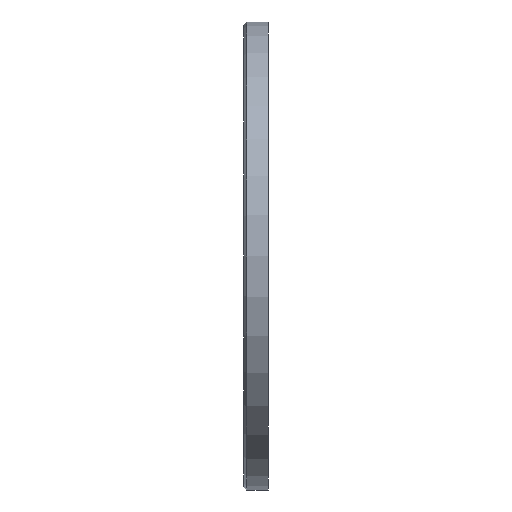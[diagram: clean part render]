
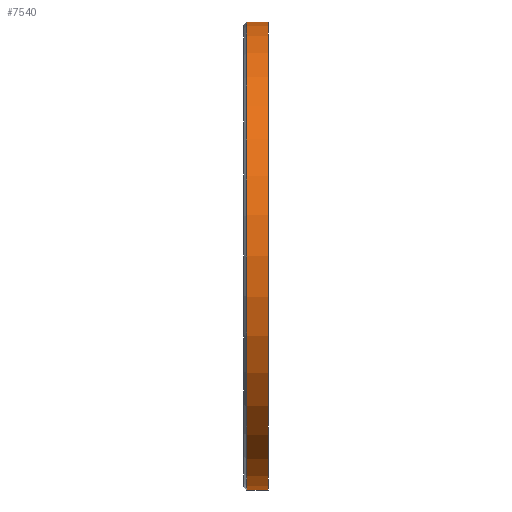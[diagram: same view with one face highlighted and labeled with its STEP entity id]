
A CAD part, left-side view. The second image highlights one B-rep face of the part: STEP entity #7540.
In plain terms, the highlighted cylindrical face has radius 75 mm (diameter 150 mm), a partial arc.
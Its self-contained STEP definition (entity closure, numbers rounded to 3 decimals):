
#1256 = VECTOR ( 'NONE', #6687, 1000. ) ;
#1378 = CARTESIAN_POINT ( 'NONE',  ( 0., 3., -75. ) ) ;
#1396 = ORIENTED_EDGE ( 'NONE', *, *, #10957, .F. ) ;
#1684 = CYLINDRICAL_SURFACE ( 'NONE', #3530, 75. ) ;
#1834 = DIRECTION ( 'NONE',  ( 0., 0., 1. ) ) ;
#2254 = VERTEX_POINT ( 'NONE', #10477 ) ;
#3530 = AXIS2_PLACEMENT_3D ( 'NONE', #13538, #7385, #8578 ) ;
#3756 = DIRECTION ( 'NONE',  ( 0., -1., 0. ) ) ;
#3931 = LINE ( 'NONE', #7726, #1256 ) ;
#4259 = DIRECTION ( 'NONE',  ( 0., 1., 0. ) ) ;
#4467 = CIRCLE ( 'NONE', #13153, 75. ) ;
#5072 = VERTEX_POINT ( 'NONE', #13058 ) ;
#5402 = CARTESIAN_POINT ( 'NONE',  ( 0., -4., 0. ) ) ;
#5625 = ORIENTED_EDGE ( 'NONE', *, *, #6750, .T. ) ;
#6687 = DIRECTION ( 'NONE',  ( 0., -1., 0. ) ) ;
#6750 = EDGE_CURVE ( 'NONE', #14591, #10565, #10960, .T. ) ;
#6807 = CARTESIAN_POINT ( 'NONE',  ( 0., 3., 0. ) ) ;
#7013 = EDGE_CURVE ( 'NONE', #2254, #14591, #15384, .T. ) ;
#7385 = DIRECTION ( 'NONE',  ( 0., -1., 0. ) ) ;
#7540 = ADVANCED_FACE ( 'NONE', ( #9968 ), #1684, .T. ) ;
#7663 = VECTOR ( 'NONE', #3756, 1000. ) ;
#7726 = CARTESIAN_POINT ( 'NONE',  ( 0., 4., 75. ) ) ;
#8578 = DIRECTION ( 'NONE',  ( 0., 0., -1. ) ) ;
#9176 = DIRECTION ( 'NONE',  ( 0., 0., 1. ) ) ;
#9629 = CARTESIAN_POINT ( 'NONE',  ( 0., 4., -75. ) ) ;
#9968 = FACE_OUTER_BOUND ( 'NONE', #11693, .T. ) ;
#10072 = ORIENTED_EDGE ( 'NONE', *, *, #14852, .T. ) ;
#10234 = AXIS2_PLACEMENT_3D ( 'NONE', #6807, #10325, #9176 ) ;
#10325 = DIRECTION ( 'NONE',  ( 0., -1., 0. ) ) ;
#10477 = CARTESIAN_POINT ( 'NONE',  ( 0., 3., 75. ) ) ;
#10565 = VERTEX_POINT ( 'NONE', #11628 ) ;
#10957 = EDGE_CURVE ( 'NONE', #2254, #5072, #3931, .T. ) ;
#10960 = LINE ( 'NONE', #9629, #7663 ) ;
#11628 = CARTESIAN_POINT ( 'NONE',  ( 0., -4., -75. ) ) ;
#11693 = EDGE_LOOP ( 'NONE', ( #1396, #11825, #5625, #10072 ) ) ;
#11825 = ORIENTED_EDGE ( 'NONE', *, *, #7013, .T. ) ;
#13058 = CARTESIAN_POINT ( 'NONE',  ( 0., -4., 75. ) ) ;
#13153 = AXIS2_PLACEMENT_3D ( 'NONE', #5402, #4259, #1834 ) ;
#13538 = CARTESIAN_POINT ( 'NONE',  ( 0., 4., 0. ) ) ;
#14591 = VERTEX_POINT ( 'NONE', #1378 ) ;
#14852 = EDGE_CURVE ( 'NONE', #10565, #5072, #4467, .T. ) ;
#15384 = CIRCLE ( 'NONE', #10234, 75. ) ;
